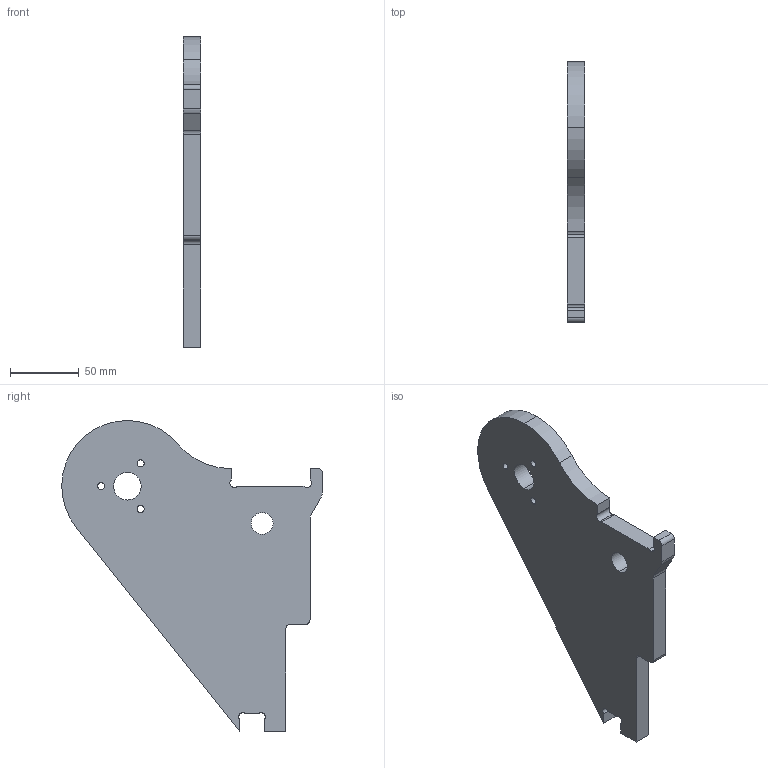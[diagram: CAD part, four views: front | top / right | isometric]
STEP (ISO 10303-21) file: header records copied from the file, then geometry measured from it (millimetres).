
FILE_DESCRIPTION (( 'STEP AP214' ), '1' );
FILE_NAME ('inner.STEP', '2024-11-06T19:39:25', ( '' ), ( '' ), 'SwSTEP 2.0', 'SolidWorks 2023', '' );
FILE_SCHEMA (( 'AUTOMOTIVE_DESIGN' ));
Length unit declared in the file: inch
Products named in the file (1): inner
Bounding box: 12.7 x 188.91 x 225.43 mm (x, y, z)
Volume: 300528.1 mm3; surface area: 58801.3 mm2
Topology: 1 solids, 1 shells, 41 faces, 117 edges, 78 vertices
Faces by surface type: cylinder 24, plane 17
Entity records: 1406 total; most frequent: DIRECTION 249, CARTESIAN_POINT 237, ORIENTED_EDGE 234, EDGE_CURVE 117, AXIS2_PLACEMENT_3D 90, VERTEX_POINT 78, LINE 69, VECTOR 69
